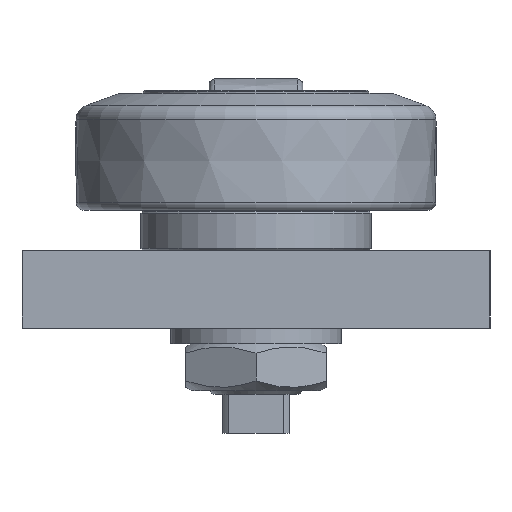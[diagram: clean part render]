
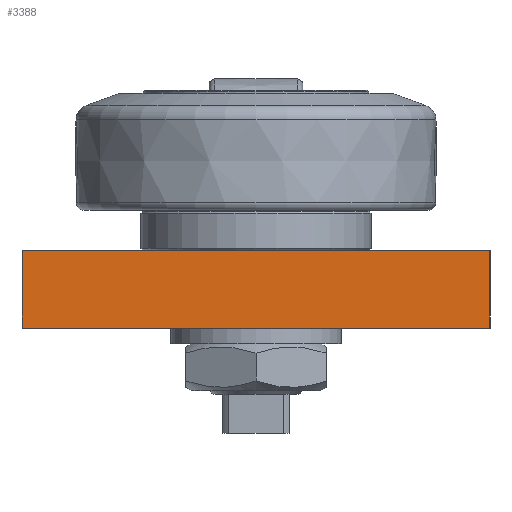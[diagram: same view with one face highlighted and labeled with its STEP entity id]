
A CAD part, left-side view. The second image highlights one B-rep face of the part: STEP entity #3388.
In plain terms, the highlighted planar face has unit normal (-1, 0, 0).
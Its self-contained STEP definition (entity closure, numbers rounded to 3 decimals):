
#232=LINE('',#5654,#502);
#307=LINE('',#5964,#577);
#309=LINE('',#5968,#579);
#310=LINE('',#5969,#580);
#502=VECTOR('',#4562,10.);
#577=VECTOR('',#4781,10.);
#579=VECTOR('',#4785,10.);
#580=VECTOR('',#4786,10.);
#791=PLANE('',#3785);
#978=FACE_OUTER_BOUND('',#1204,.T.);
#1204=EDGE_LOOP('',(#3085,#3086,#3087,#3088));
#1658=VERTEX_POINT('',#5651);
#1659=VERTEX_POINT('',#5653);
#1750=VERTEX_POINT('',#5963);
#1751=VERTEX_POINT('',#5967);
#2096=EDGE_CURVE('',#1659,#1658,#232,.T.);
#2215=EDGE_CURVE('',#1750,#1659,#307,.T.);
#2217=EDGE_CURVE('',#1751,#1658,#309,.T.);
#2218=EDGE_CURVE('',#1751,#1750,#310,.T.);
#3085=ORIENTED_EDGE('',*,*,#2096,.T.);
#3086=ORIENTED_EDGE('',*,*,#2217,.F.);
#3087=ORIENTED_EDGE('',*,*,#2218,.T.);
#3088=ORIENTED_EDGE('',*,*,#2215,.T.);
#3388=ADVANCED_FACE('',(#978),#791,.T.);
#3785=AXIS2_PLACEMENT_3D('',#5966,#4783,#4784);
#4562=DIRECTION('',(0.,1.,0.));
#4781=DIRECTION('',(0.,0.,1.));
#4783=DIRECTION('center_axis',(-1.,0.,0.));
#4784=DIRECTION('ref_axis',(0.,0.,-1.));
#4785=DIRECTION('',(0.,0.,1.));
#4786=DIRECTION('',(0.,-1.,0.));
#5651=CARTESIAN_POINT('',(-136.101,62.716,-10.));
#5653=CARTESIAN_POINT('',(-136.101,-57.284,-10.));
#5654=CARTESIAN_POINT('',(-136.101,62.716,-10.));
#5963=CARTESIAN_POINT('',(-136.101,-57.284,-30.));
#5964=CARTESIAN_POINT('',(-136.101,-57.284,-30.));
#5966=CARTESIAN_POINT('Origin',(-136.101,-57.284,-30.));
#5967=CARTESIAN_POINT('',(-136.101,62.716,-30.));
#5968=CARTESIAN_POINT('',(-136.101,62.716,-30.));
#5969=CARTESIAN_POINT('',(-136.101,62.716,-30.));
